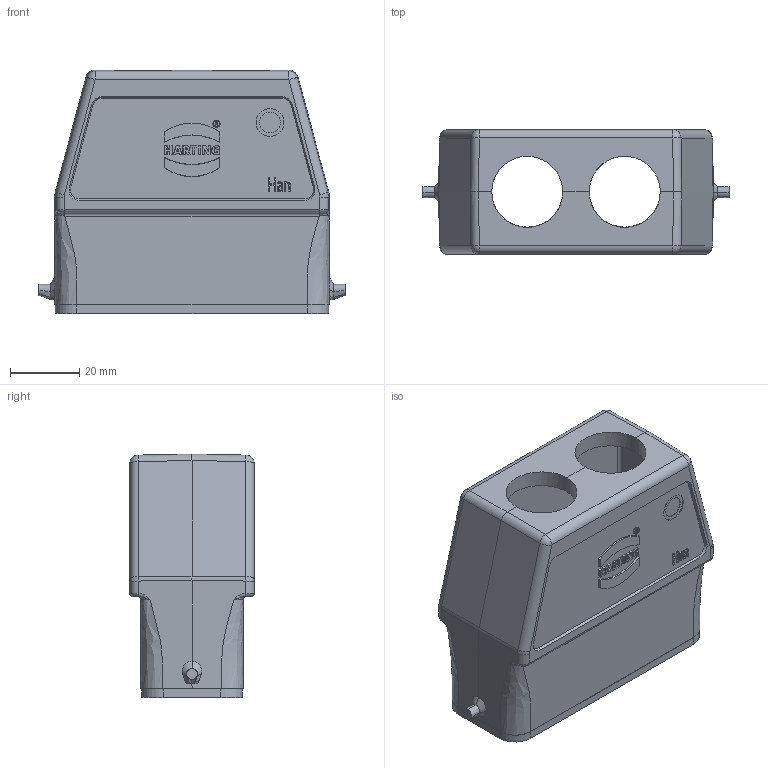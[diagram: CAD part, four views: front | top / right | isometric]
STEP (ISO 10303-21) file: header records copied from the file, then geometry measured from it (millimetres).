
FILE_DESCRIPTION((''),'2;1');
FILE_NAME('05200160463.stp','2020-07-07T16:10:04',('e.eickhoff'),(''),'Autodesk Inventor 2012','Autodesk Inventor 2012','');
FILE_SCHEMA(('AUTOMOTIVE_DESIGN { 1 0 10303 214 1 1 1 1 }'));
Length unit declared in the file: millimetre
Products named in the file (1): 05200160463
Bounding box: 88.3 x 36 x 70.3 mm (x, y, z)
Volume: 64089.5 mm3; surface area: 32160.1 mm2
Topology: 1 solids, 1 shells, 492 faces, 1237 edges, 792 vertices
Faces by surface type: plane 284, cylinder 90, bspline 78, cone 28, torus 8, sphere 4
Full cylindrical faces by diameter (mm): 2.74 x3, 3 x1, 6 x1, 8 x1, 20.5 x2
Entity records: 17143 total; most frequent: CARTESIAN_POINT 5526, ORIENTED_EDGE 2426, DIRECTION 2235, EDGE_CURVE 1213, VECTOR 801, LINE 801, VERTEX_POINT 784, AXIS2_PLACEMENT_3D 717
